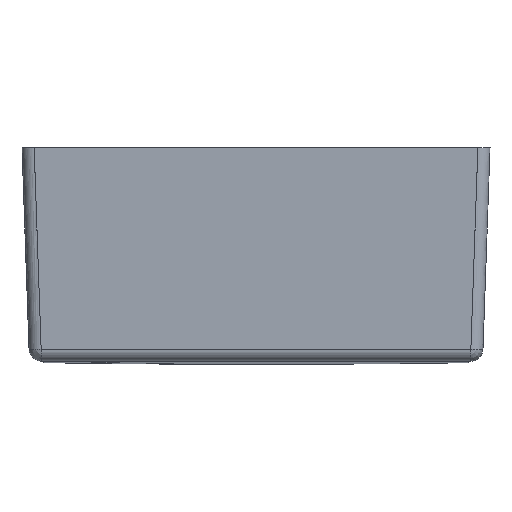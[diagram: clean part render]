
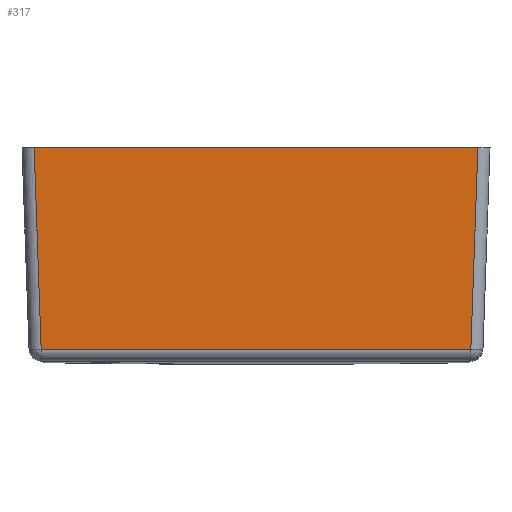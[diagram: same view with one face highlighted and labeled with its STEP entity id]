
A CAD part, left-side view. The second image highlights one B-rep face of the part: STEP entity #317.
In plain terms, the highlighted planar face has unit normal (-0.999, 0, -0.035).
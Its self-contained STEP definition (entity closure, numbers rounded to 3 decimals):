
#29=PLANE('',#1222);
#317=ADVANCED_FACE('',(#365),#29,.T.);
#365=FACE_OUTER_BOUND('',#416,.T.);
#416=EDGE_LOOP('',(#596,#597,#598,#599));
#596=ORIENTED_EDGE('',*,*,#806,.T.);
#597=ORIENTED_EDGE('',*,*,#807,.T.);
#598=ORIENTED_EDGE('',*,*,#805,.T.);
#599=ORIENTED_EDGE('',*,*,#804,.T.);
#804=EDGE_CURVE('',#1153,#1154,#947,.T.);
#805=EDGE_CURVE('',#1152,#1153,#948,.T.);
#806=EDGE_CURVE('',#1154,#1155,#949,.T.);
#807=EDGE_CURVE('',#1155,#1152,#950,.T.);
#947=B_SPLINE_CURVE_WITH_KNOTS('',1,(#2947,#2948,#2949),.UNSPECIFIED.,.F.,
 .F.,(2,1,2),(-144.047,-28.831,-10.507),
 .UNSPECIFIED.);
#948=B_SPLINE_CURVE_WITH_KNOTS('',1,(#2950,#2951),.UNSPECIFIED.,.F.,.F.,
(2,2),(0.,354.416),.UNSPECIFIED.);
#949=B_SPLINE_CURVE_WITH_KNOTS('',1,(#2952,#2953),.UNSPECIFIED.,.F.,.F.,
(2,2),(17.425,383.459),.UNSPECIFIED.);
#950=B_SPLINE_CURVE_WITH_KNOTS('',1,(#2954,#2955,#2956),.UNSPECIFIED.,.F.,
 .F.,(2,1,2),(-142.854,-124.53,-9.314),
 .UNSPECIFIED.);
#1152=VERTEX_POINT('',#2943);
#1153=VERTEX_POINT('',#2944);
#1154=VERTEX_POINT('',#2945);
#1155=VERTEX_POINT('',#2946);
#1222=AXIS2_PLACEMENT_3D('',#2942,#1241,$);
#1241=DIRECTION('',(-0.999,0.,-0.035));
#2942=CARTESIAN_POINT('',(-269.324,-253.727,216.211));
#2943=CARTESIAN_POINT('',(-262.202,177.208,12.259));
#2944=CARTESIAN_POINT('',(-262.202,-177.208,12.259));
#2945=CARTESIAN_POINT('',(-268.011,-183.017,178.608));
#2946=CARTESIAN_POINT('',(-268.011,183.017,178.608));
#2947=CARTESIAN_POINT('',(-262.202,-177.208,12.259));
#2948=CARTESIAN_POINT('',(-267.214,-182.22,155.783));
#2949=CARTESIAN_POINT('',(-268.011,-183.017,178.608));
#2950=CARTESIAN_POINT('',(-262.202,177.208,12.259));
#2951=CARTESIAN_POINT('',(-262.202,-177.208,12.259));
#2952=CARTESIAN_POINT('',(-268.011,-183.017,178.608));
#2953=CARTESIAN_POINT('',(-268.011,183.017,178.608));
#2954=CARTESIAN_POINT('',(-268.011,183.017,178.608));
#2955=CARTESIAN_POINT('',(-267.214,182.22,155.783));
#2956=CARTESIAN_POINT('',(-262.202,177.208,12.259));
